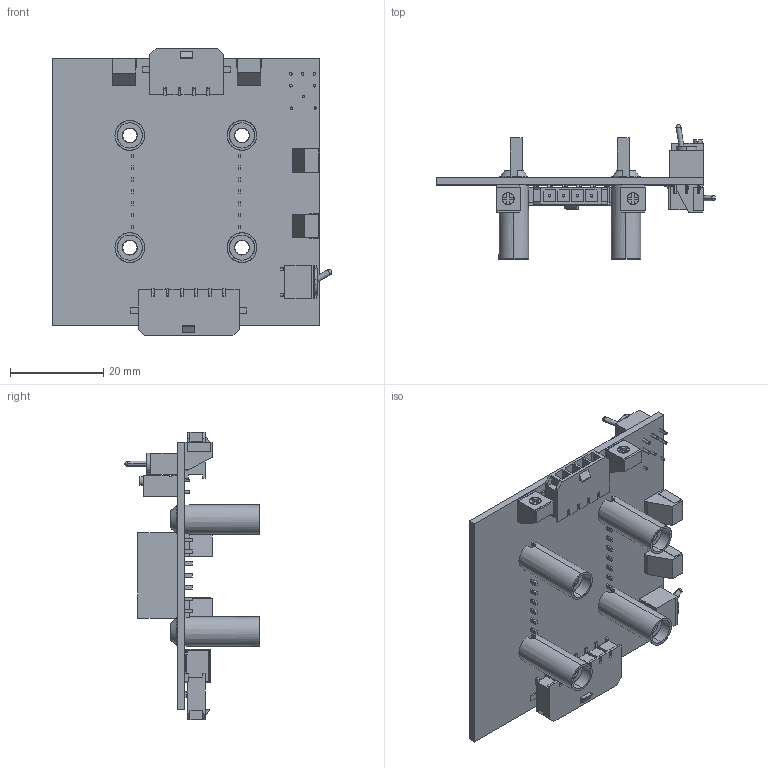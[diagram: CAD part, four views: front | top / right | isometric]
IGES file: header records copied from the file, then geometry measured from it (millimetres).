
Start section: SolidWorks IGES file using analytic representation for surfaces
Global section: file name: WHY5690 EVAL BRD ASSEMBLY.IGS; native system: SolidWorks 2020; preprocessor: SolidWorks 2020; author: User; date: 210720.135004; units: inch
Bounding box: 59.76 x 28.71 x 61.58 mm (x, y, z)
Surface area: 13994.6 mm2 (no closed solid volume)
Topology: 0 solids, 0 shells, 966 faces, 7696 edges, 7678 vertices
Faces by surface type: bspline 771, revolution 195
